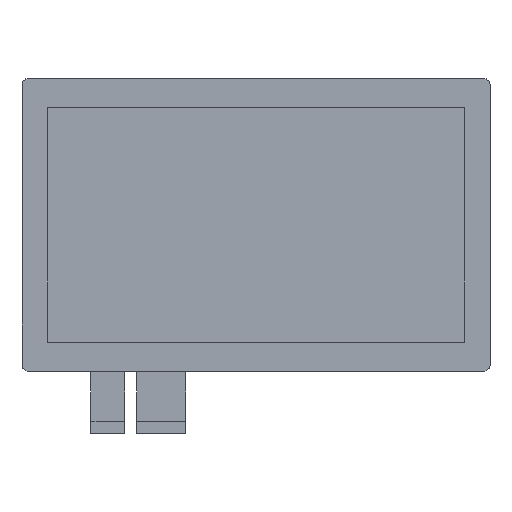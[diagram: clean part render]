
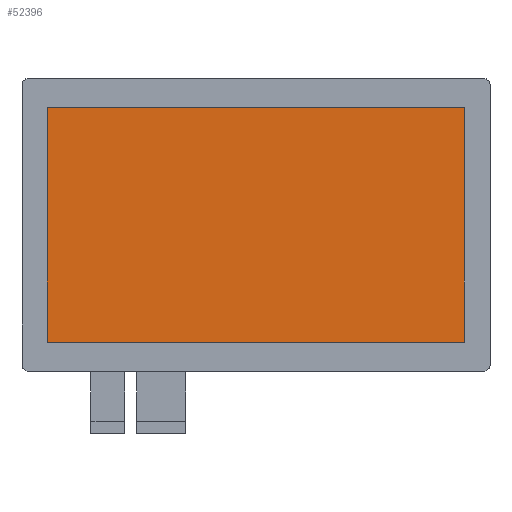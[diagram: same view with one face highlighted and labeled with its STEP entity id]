
A CAD part, top view. The second image highlights one B-rep face of the part: STEP entity #52396.
In plain terms, the highlighted planar face has unit normal (0, 0, 1).
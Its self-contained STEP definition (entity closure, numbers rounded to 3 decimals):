
#681=FACE_OUTER_BOUND('',#3404,.T.);
#3404=EDGE_LOOP('',(#34345,#34346,#34347,#34348));
#6962=LINE('',#72631,#14061);
#6963=LINE('',#72633,#14062);
#6964=LINE('',#72635,#14063);
#6965=LINE('',#72636,#14064);
#14061=VECTOR('',#58611,10.);
#14062=VECTOR('',#58612,10.);
#14063=VECTOR('',#58613,10.);
#14064=VECTOR('',#58614,10.);
#21168=VERTEX_POINT('',#72629);
#21169=VERTEX_POINT('',#72630);
#21170=VERTEX_POINT('',#72632);
#21171=VERTEX_POINT('',#72634);
#26383=EDGE_CURVE('',#21168,#21169,#6962,.T.);
#26384=EDGE_CURVE('',#21169,#21170,#6963,.T.);
#26385=EDGE_CURVE('',#21170,#21171,#6964,.T.);
#26386=EDGE_CURVE('',#21171,#21168,#6965,.T.);
#34345=ORIENTED_EDGE('',*,*,#26383,.F.);
#34346=ORIENTED_EDGE('',*,*,#26386,.F.);
#34347=ORIENTED_EDGE('',*,*,#26385,.F.);
#34348=ORIENTED_EDGE('',*,*,#26384,.F.);
#50067=PLANE('',#55145);
#52396=ADVANCED_FACE('',(#681),#50067,.T.);
#55145=AXIS2_PLACEMENT_3D('',#72693,#58667,#58668);
#58611=DIRECTION('',(1.,0.,0.));
#58612=DIRECTION('',(0.,-1.,0.));
#58613=DIRECTION('',(-1.,0.,0.));
#58614=DIRECTION('',(0.,1.,0.));
#58667=DIRECTION('center_axis',(0.,0.,1.));
#58668=DIRECTION('ref_axis',(1.,0.,0.));
#72629=CARTESIAN_POINT('',(-172.15,96.8,0.));
#72630=CARTESIAN_POINT('',(172.15,96.8,0.));
#72631=CARTESIAN_POINT('',(86.175,96.8,0.));
#72632=CARTESIAN_POINT('',(172.15,-96.8,0.));
#72633=CARTESIAN_POINT('',(172.15,-48.4,0.));
#72634=CARTESIAN_POINT('',(-172.15,-96.8,0.));
#72635=CARTESIAN_POINT('',(-85.975,-96.8,0.));
#72636=CARTESIAN_POINT('',(-172.15,48.4,0.));
#72693=CARTESIAN_POINT('Origin',(0.2,0.,
0.));
